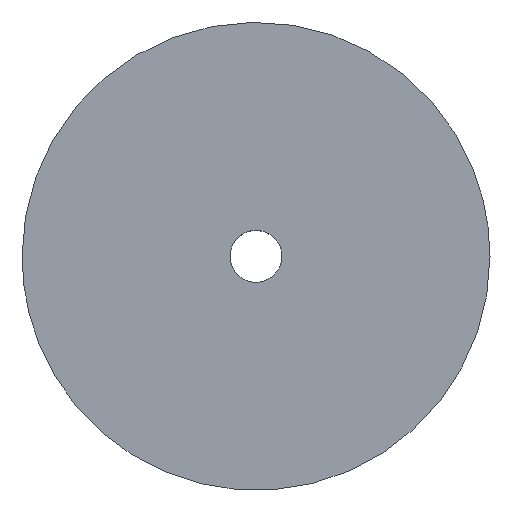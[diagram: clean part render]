
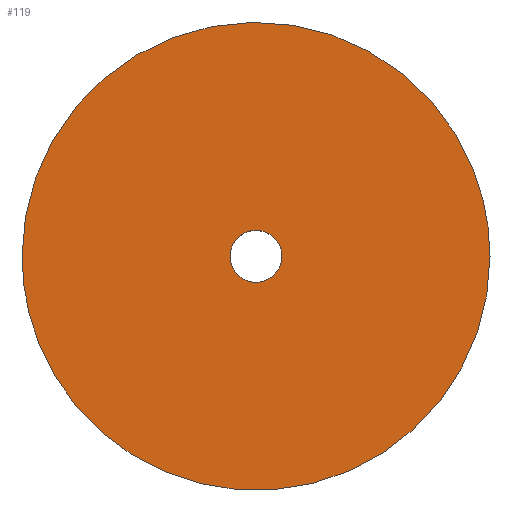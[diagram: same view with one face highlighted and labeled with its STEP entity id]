
A CAD part, top view. The second image highlights one B-rep face of the part: STEP entity #119.
In plain terms, the highlighted planar face has unit normal (0, 0, 1).
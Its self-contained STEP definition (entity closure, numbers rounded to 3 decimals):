
#119=ADVANCED_FACE('',(#209,#210),#208,.F.);
#208=PLANE('',#413);
#209=FACE_OUTER_BOUND('',#414,.T.);
#210=FACE_BOUND('',#415,.T.);
#410=CARTESIAN_POINT('',(37.8,-39.702,26.));
#411=DIRECTION('',(0.,0.,-1.));
#412=DIRECTION('',(-1.,0.,0.));
#413=AXIS2_PLACEMENT_3D('',#410,#411,#412);
#414=EDGE_LOOP('',(#586,#587,#588,#589,#590));
#415=EDGE_LOOP('',(#591,#592,#593));
#586=ORIENTED_EDGE('',*,*,#706,.F.);
#587=ORIENTED_EDGE('',*,*,#707,.F.);
#588=ORIENTED_EDGE('',*,*,#708,.F.);
#589=ORIENTED_EDGE('',*,*,#709,.F.);
#590=ORIENTED_EDGE('',*,*,#710,.F.);
#591=ORIENTED_EDGE('',*,*,#711,.T.);
#592=ORIENTED_EDGE('',*,*,#712,.T.);
#593=ORIENTED_EDGE('',*,*,#713,.T.);
#706=EDGE_CURVE('',#902,#903,#904,.T.);
#707=EDGE_CURVE('',#910,#902,#911,.T.);
#708=EDGE_CURVE('',#917,#910,#918,.T.);
#709=EDGE_CURVE('',#924,#917,#925,.T.);
#710=EDGE_CURVE('',#903,#924,#931,.T.);
#711=EDGE_CURVE('',#937,#938,#939,.T.);
#712=EDGE_CURVE('',#938,#945,#946,.T.);
#713=EDGE_CURVE('',#945,#937,#952,.T.);
#902=VERTEX_POINT('',#1310);
#903=VERTEX_POINT('',#1311);
#904=CIRCLE('',#1315,31.5);
#910=VERTEX_POINT('',#1316);
#911=CIRCLE('',#1320,31.5);
#917=VERTEX_POINT('',#1321);
#918=CIRCLE('',#1325,31.5);
#924=VERTEX_POINT('',#1326);
#925=CIRCLE('',#1330,31.5);
#931=CIRCLE('',#1334,31.5);
#937=VERTEX_POINT('',#1335);
#938=VERTEX_POINT('',#1336);
#939=CIRCLE('',#1340,3.5);
#945=VERTEX_POINT('',#1341);
#946=CIRCLE('',#1345,3.5);
#952=CIRCLE('',#1349,3.5);
#1310=CARTESIAN_POINT('',(-29.291,-11.589,26.));
#1311=CARTESIAN_POINT('',(-31.5,0.,26.));
#1312=CARTESIAN_POINT('',(0.,0.,26.));
#1313=DIRECTION('',(0.,0.,-1.));
#1314=DIRECTION('',(0.93,0.368,0.));
#1315=AXIS2_PLACEMENT_3D('',#1312,#1313,#1314);
#1316=CARTESIAN_POINT('',(2.471,-31.403,26.));
#1317=CARTESIAN_POINT('',(0.,0.,26.));
#1318=DIRECTION('',(0.,0.,-1.));
#1319=DIRECTION('',(-0.078,0.997,0.));
#1320=AXIS2_PLACEMENT_3D('',#1317,#1318,#1319);
#1321=CARTESIAN_POINT('',(31.5,0.,26.));
#1322=CARTESIAN_POINT('',(0.,0.,26.));
#1323=DIRECTION('',(0.,0.,-1.));
#1324=DIRECTION('',(-1.,0.,0.));
#1325=AXIS2_PLACEMENT_3D('',#1322,#1323,#1324);
#1326=CARTESIAN_POINT('',(29.291,11.589,26.));
#1327=CARTESIAN_POINT('',(0.,0.,26.));
#1328=DIRECTION('',(0.,0.,-1.));
#1329=DIRECTION('',(1.,0.,0.));
#1330=AXIS2_PLACEMENT_3D('',#1327,#1328,#1329);
#1331=CARTESIAN_POINT('',(0.,0.,26.));
#1332=DIRECTION('',(0.,0.,-1.));
#1333=DIRECTION('',(1.,0.,0.));
#1334=AXIS2_PLACEMENT_3D('',#1331,#1332,#1333);
#1335=CARTESIAN_POINT('',(-3.5,0.,26.));
#1336=CARTESIAN_POINT('',(-0.414,3.475,26.));
#1337=CARTESIAN_POINT('',(0.,0.,26.));
#1338=DIRECTION('',(0.,0.,-1.));
#1339=DIRECTION('',(-1.,0.,0.));
#1340=AXIS2_PLACEMENT_3D('',#1337,#1338,#1339);
#1341=CARTESIAN_POINT('',(0.413,-3.476,26.));
#1342=CARTESIAN_POINT('',(0.,0.,26.));
#1343=DIRECTION('',(0.,0.,-1.));
#1344=DIRECTION('',(-1.,0.,0.));
#1345=AXIS2_PLACEMENT_3D('',#1342,#1343,#1344);
#1346=CARTESIAN_POINT('',(0.,0.,26.));
#1347=DIRECTION('',(0.,0.,-1.));
#1348=DIRECTION('',(-1.,0.,0.));
#1349=AXIS2_PLACEMENT_3D('',#1346,#1347,#1348);
